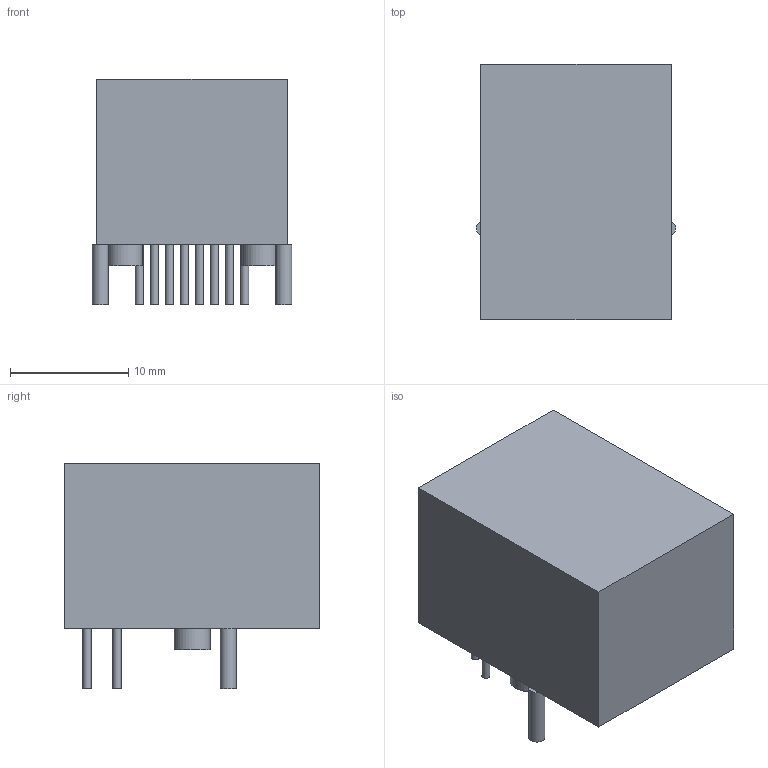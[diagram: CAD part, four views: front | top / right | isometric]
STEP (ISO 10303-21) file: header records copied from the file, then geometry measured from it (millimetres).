
FILE_DESCRIPTION(('FreeCAD Model'),'2;1');
FILE_NAME('318166.1.2.stp','2020-04-08T09:47:33',( 'Author'),(''),'Open CASCADE STEP processor 6.9','FreeCAD','Unknown' );
FILE_SCHEMA(('AUTOMOTIVE_DESIGN { 1 0 10303 214 1 1 1 1 }'));
Length unit declared in the file: millimetre
Products named in the file (4): ASSEMBLY; Body; Lugs; Leads
Assembly tree (25 placements, depth 2):
  ASSEMBLY
    Body
    Lugs  x12
    Leads  x12
Bounding box: 16.86 x 21.59 x 19.07 mm (x, y, z)
Volume: 5544.1 mm3; surface area: 4245.7 mm2
Topology: 145 solids, 145 shells, 438 faces, 444 edges, 296 vertices
Faces by surface type: plane 294, cylinder 144
Full cylindrical faces by diameter (mm): 0.69 x96, 1.37 x24, 3.05 x24
Entity records: 1778 total; most frequent: DIRECTION 304, CARTESIAN_POINT 244, ORIENTED_EDGE 96, LINE 96, VECTOR 96, PCURVE 96, DEFINITIONAL_REPRESENTATION 96, AXIS2_PLACEMENT_3D 92
